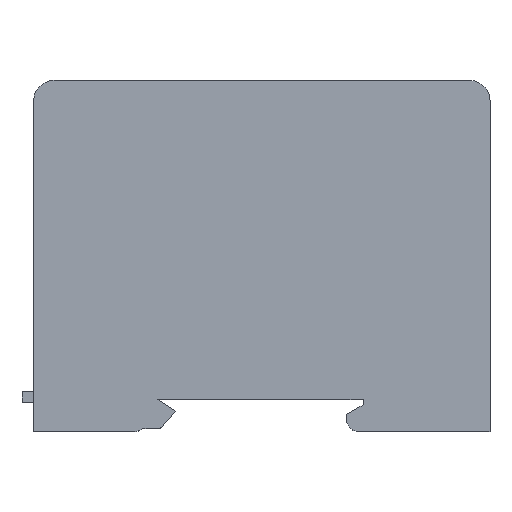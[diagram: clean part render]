
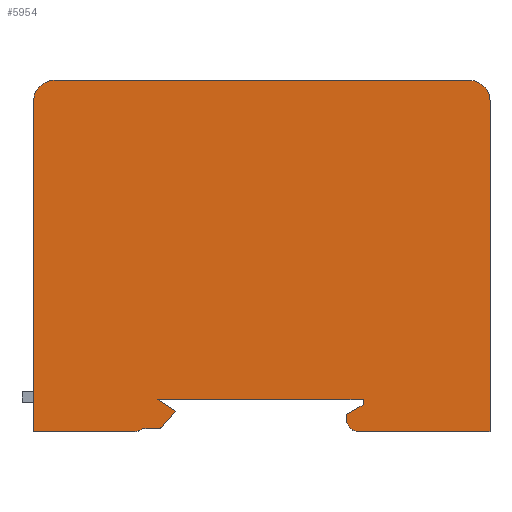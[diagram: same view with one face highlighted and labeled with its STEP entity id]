
A CAD part, top view. The second image highlights one B-rep face of the part: STEP entity #5954.
In plain terms, the highlighted planar face has unit normal (0, 0, 1).
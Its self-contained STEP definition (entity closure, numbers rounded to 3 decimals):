
#1844=DIRECTION('',(0.,1.,0.));
#1845=VECTOR('',#1844,56.5);
#1846=CARTESIAN_POINT('',(39.,-30.,18.));
#1847=LINE('',#1846,#1845);
#1925=DIRECTION('',(0.,-1.,0.));
#1926=VECTOR('',#1925,56.5);
#1927=CARTESIAN_POINT('',(-39.,26.5,18.));
#1928=LINE('',#1927,#1926);
#1937=CARTESIAN_POINT('',(-35.5,26.5,18.));
#1938=DIRECTION('',(0.,0.,-1.));
#1939=DIRECTION('',(-1.,0.,0.));
#1940=AXIS2_PLACEMENT_3D('',#1937,#1938,#1939);
#1942=CARTESIAN_POINT('',(35.5,26.5,18.));
#1943=DIRECTION('',(0.,0.,-1.));
#1944=DIRECTION('',(0.,1.,0.));
#1945=AXIS2_PLACEMENT_3D('',#1942,#1943,#1944);
#1947=CARTESIAN_POINT('',(16.5,-28.,18.));
#1948=DIRECTION('',(0.,0.,-1.));
#1949=DIRECTION('',(0.,-1.,0.));
#1950=AXIS2_PLACEMENT_3D('',#1947,#1948,#1949);
#1952=DIRECTION('',(0.866,0.5,0.));
#1953=VECTOR('',#1952,3.233);
#1954=CARTESIAN_POINT('',(14.5,-27.117,18.));
#1955=LINE('',#1954,#1953);
#1956=DIRECTION('',(0.84,-0.543,0.));
#1957=VECTOR('',#1956,3.737);
#1958=CARTESIAN_POINT('',(-17.9,-24.5,18.));
#1959=LINE('',#1958,#1957);
#1960=DIRECTION('',(-0.655,-0.756,0.));
#1961=VECTOR('',#1960,3.711);
#1962=CARTESIAN_POINT('',(-14.762,-26.529,18.));
#1963=LINE('',#1962,#1961);
#1964=CARTESIAN_POINT('',(-17.569,-29.007,18.));
#1965=DIRECTION('',(0.,0.,-1.));
#1966=DIRECTION('',(0.758,-0.652,0.));
#1967=AXIS2_PLACEMENT_3D('',#1964,#1965,#1966);
#1969=DIRECTION('',(-1.,0.014,0.));
#1970=VECTOR('',#1969,2.676);
#1971=CARTESIAN_POINT('',(-17.66,-29.499,18.));
#1972=LINE('',#1971,#1970);
#1973=CARTESIAN_POINT('',(-21.7,-28.,18.));
#1974=DIRECTION('',(0.,0.,-1.));
#1975=DIRECTION('',(0.682,-0.731,0.));
#1976=AXIS2_PLACEMENT_3D('',#1973,#1974,#1975);
#1986=DIRECTION('',(-1.,0.,0.));
#1987=VECTOR('',#1986,71.);
#1988=CARTESIAN_POINT('',(35.5,30.,18.));
#1989=LINE('',#1988,#1987);
#1998=DIRECTION('',(1.,0.,0.));
#1999=VECTOR('',#1998,22.5);
#2000=CARTESIAN_POINT('',(16.5,-30.,18.));
#2001=LINE('',#2000,#1999);
#2014=DIRECTION('',(0.,-1.,0.));
#2015=VECTOR('',#2014,0.883);
#2016=CARTESIAN_POINT('',(14.5,-27.117,18.));
#2017=LINE('',#2016,#2015);
#2026=DIRECTION('',(0.,-1.,0.));
#2027=VECTOR('',#2026,1.);
#2028=CARTESIAN_POINT('',(17.3,-24.5,18.));
#2029=LINE('',#2028,#2027);
#2034=DIRECTION('',(1.,0.,0.));
#2035=VECTOR('',#2034,35.2);
#2036=CARTESIAN_POINT('',(-17.9,-24.5,18.));
#2037=LINE('',#2036,#2035);
#2062=DIRECTION('',(1.,0.,0.));
#2063=VECTOR('',#2062,17.3);
#2064=CARTESIAN_POINT('',(-39.,-30.,18.));
#2065=LINE('',#2064,#2063);
#3528=CARTESIAN_POINT('',(39.,-30.,18.));
#3529=VERTEX_POINT('',#3528);
#3530=CARTESIAN_POINT('',(39.,26.5,18.));
#3531=VERTEX_POINT('',#3530);
#3562=CARTESIAN_POINT('',(-39.,26.5,18.));
#3563=CARTESIAN_POINT('',(-39.,-30.,18.));
#3564=VERTEX_POINT('',#3562);
#3565=VERTEX_POINT('',#3563);
#3574=CARTESIAN_POINT('',(-35.5,30.,18.));
#3575=VERTEX_POINT('',#3574);
#3576=CARTESIAN_POINT('',(35.5,30.,18.));
#3577=VERTEX_POINT('',#3576);
#3578=CARTESIAN_POINT('',(16.5,-30.,18.));
#3579=VERTEX_POINT('',#3578);
#3580=CARTESIAN_POINT('',(14.5,-28.,18.));
#3581=VERTEX_POINT('',#3580);
#3582=CARTESIAN_POINT('',(14.5,-27.117,18.));
#3583=VERTEX_POINT('',#3582);
#3584=CARTESIAN_POINT('',(17.3,-25.5,18.));
#3585=VERTEX_POINT('',#3584);
#3586=CARTESIAN_POINT('',(17.3,-24.5,18.));
#3587=VERTEX_POINT('',#3586);
#3588=CARTESIAN_POINT('',(-17.9,-24.5,18.));
#3589=VERTEX_POINT('',#3588);
#3590=CARTESIAN_POINT('',(-14.762,-26.529,18.));
#3591=VERTEX_POINT('',#3590);
#3592=CARTESIAN_POINT('',(-17.191,-29.334,18.));
#3593=VERTEX_POINT('',#3592);
#3594=CARTESIAN_POINT('',(-17.66,-29.499,18.));
#3595=VERTEX_POINT('',#3594);
#3596=CARTESIAN_POINT('',(-20.336,-29.462,18.));
#3597=VERTEX_POINT('',#3596);
#3598=CARTESIAN_POINT('',(-21.7,-30.,18.));
#3599=VERTEX_POINT('',#3598);
#5915=CARTESIAN_POINT('',(0.,0.,18.));
#5916=DIRECTION('',(0.,0.,1.));
#5917=DIRECTION('',(1.,0.,0.));
#5918=AXIS2_PLACEMENT_3D('',#5915,#5916,#5917);
#5919=PLANE('',#5918);
#5920=ORIENTED_EDGE('',*,*,#5887,.F.);
#5922=ORIENTED_EDGE('',*,*,#5921,.T.);
#5924=ORIENTED_EDGE('',*,*,#5923,.F.);
#5926=ORIENTED_EDGE('',*,*,#5925,.T.);
#5927=ORIENTED_EDGE('',*,*,#5827,.F.);
#5929=ORIENTED_EDGE('',*,*,#5928,.F.);
#5931=ORIENTED_EDGE('',*,*,#5930,.T.);
#5933=ORIENTED_EDGE('',*,*,#5932,.F.);
#5935=ORIENTED_EDGE('',*,*,#5934,.T.);
#5937=ORIENTED_EDGE('',*,*,#5936,.F.);
#5939=ORIENTED_EDGE('',*,*,#5938,.F.);
#5941=ORIENTED_EDGE('',*,*,#5940,.T.);
#5943=ORIENTED_EDGE('',*,*,#5942,.T.);
#5945=ORIENTED_EDGE('',*,*,#5944,.T.);
#5947=ORIENTED_EDGE('',*,*,#5946,.T.);
#5949=ORIENTED_EDGE('',*,*,#5948,.T.);
#5951=ORIENTED_EDGE('',*,*,#5950,.F.);
#5952=EDGE_LOOP('',(#5920,#5922,#5924,#5926,#5927,#5929,#5931,#5933,#5935,#5937,
#5939,#5941,#5943,#5945,#5947,#5949,#5951));
#5953=FACE_OUTER_BOUND('',#5952,.F.);
#5954=ADVANCED_FACE('',(#5953),#5919,.T.);
#1941=CIRCLE('',#1940,3.5);
#1946=CIRCLE('',#1945,3.5);
#1951=CIRCLE('',#1950,2.);
#1968=CIRCLE('',#1967,0.5);
#1977=CIRCLE('',#1976,2.);
#5827=EDGE_CURVE('',#3529,#3531,#1847,.T.);
#5887=EDGE_CURVE('',#3564,#3565,#1928,.T.);
#5921=EDGE_CURVE('',#3564,#3575,#1941,.T.);
#5923=EDGE_CURVE('',#3577,#3575,#1989,.T.);
#5925=EDGE_CURVE('',#3577,#3531,#1946,.T.);
#5928=EDGE_CURVE('',#3579,#3529,#2001,.T.);
#5930=EDGE_CURVE('',#3579,#3581,#1951,.T.);
#5932=EDGE_CURVE('',#3583,#3581,#2017,.T.);
#5934=EDGE_CURVE('',#3583,#3585,#1955,.T.);
#5936=EDGE_CURVE('',#3587,#3585,#2029,.T.);
#5938=EDGE_CURVE('',#3589,#3587,#2037,.T.);
#5940=EDGE_CURVE('',#3589,#3591,#1959,.T.);
#5942=EDGE_CURVE('',#3591,#3593,#1963,.T.);
#5944=EDGE_CURVE('',#3593,#3595,#1968,.T.);
#5946=EDGE_CURVE('',#3595,#3597,#1972,.T.);
#5948=EDGE_CURVE('',#3597,#3599,#1977,.T.);
#5950=EDGE_CURVE('',#3565,#3599,#2065,.T.);
